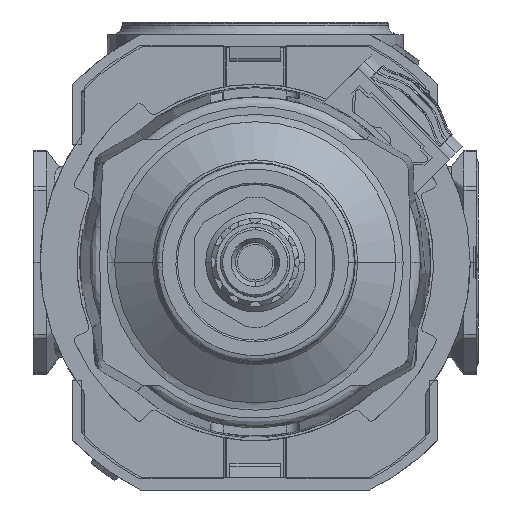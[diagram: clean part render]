
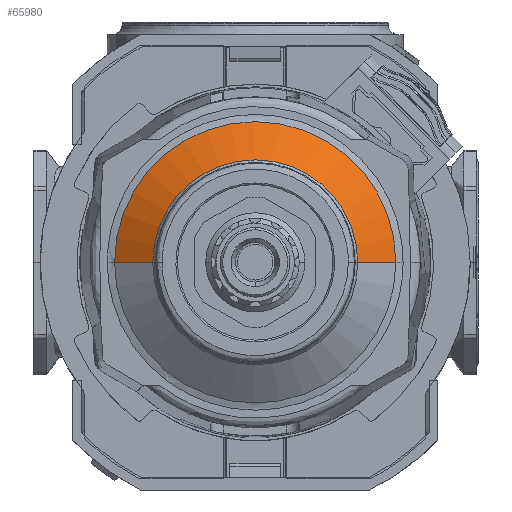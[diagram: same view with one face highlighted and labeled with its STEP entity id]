
A CAD part, front view. The second image highlights one B-rep face of the part: STEP entity #65980.
In plain terms, the highlighted conical face has half-angle 54.996 degrees and reference radius 22.24 mm.
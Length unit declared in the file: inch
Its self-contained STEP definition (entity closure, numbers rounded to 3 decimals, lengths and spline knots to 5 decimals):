
#143 = ORIENTED_EDGE ( 'NONE', *, *, #10002, .T. ) ;
#996 = DIRECTION ( 'NONE',  ( 0., -1., 0. ) ) ;
#1804 = DIRECTION ( 'NONE',  ( -0.819, 0.574, 0. ) ) ;
#3649 = EDGE_LOOP ( 'NONE', ( #79483, #143, #8991, #6369 ) ) ;
#6369 = ORIENTED_EDGE ( 'NONE', *, *, #86356, .F. ) ;
#8991 = ORIENTED_EDGE ( 'NONE', *, *, #65869, .T. ) ;
#10002 = EDGE_CURVE ( 'NONE', #39599, #50049, #36499, .T. ) ;
#11436 = CIRCLE ( 'NONE', #52534, 0.63777 ) ;
#12663 = AXIS2_PLACEMENT_3D ( 'NONE', #84251, #996, #20816 ) ;
#17993 = CARTESIAN_POINT ( 'NONE',  ( 0., -4.28315, 0. ) ) ;
#18583 = AXIS2_PLACEMENT_3D ( 'NONE', #67240, #44238, #23978 ) ;
#19239 = CARTESIAN_POINT ( 'NONE',  ( 0.63777, -4.28315, 0. ) ) ;
#20816 = DIRECTION ( 'NONE',  ( 1., 0., 0. ) ) ;
#23978 = DIRECTION ( 'NONE',  ( -1., 0., 0. ) ) ;
#35316 = VECTOR ( 'NONE', #59517, 39.37008 ) ;
#36499 = LINE ( 'NONE', #87067, #35316 ) ;
#39599 = VERTEX_POINT ( 'NONE', #19239 ) ;
#41429 = CARTESIAN_POINT ( 'NONE',  ( 0.87558, -4.11661, 0. ) ) ;
#43654 = LINE ( 'NONE', #71725, #87866 ) ;
#44238 = DIRECTION ( 'NONE',  ( 0., 1., 0. ) ) ;
#46489 = CONICAL_SURFACE ( 'NONE', #18583, 0.87558, 0.96 ) ;
#47765 = VERTEX_POINT ( 'NONE', #83887 ) ;
#50049 = VERTEX_POINT ( 'NONE', #41429 ) ;
#52333 = CIRCLE ( 'NONE', #12663, 0.87558 ) ;
#52534 = AXIS2_PLACEMENT_3D ( 'NONE', #17993, #73653, #52941 ) ;
#52941 = DIRECTION ( 'NONE',  ( -1., 0., 0. ) ) ;
#53477 = EDGE_CURVE ( 'NONE', #64449, #39599, #11436, .T. ) ;
#59517 = DIRECTION ( 'NONE',  ( 0.819, 0.574, 0. ) ) ;
#64449 = VERTEX_POINT ( 'NONE', #68694 ) ;
#65869 = EDGE_CURVE ( 'NONE', #50049, #47765, #52333, .T. ) ;
#65980 = ADVANCED_FACE ( 'NONE', ( #86052 ), #46489, .T. ) ;
#67240 = CARTESIAN_POINT ( 'NONE',  ( 0., -4.11661, 0. ) ) ;
#68694 = CARTESIAN_POINT ( 'NONE',  ( -0.63777, -4.28315, 0. ) ) ;
#71725 = CARTESIAN_POINT ( 'NONE',  ( -0.87558, -4.11661, 0. ) ) ;
#73653 = DIRECTION ( 'NONE',  ( 0., 1., 0. ) ) ;
#79483 = ORIENTED_EDGE ( 'NONE', *, *, #53477, .T. ) ;
#83887 = CARTESIAN_POINT ( 'NONE',  ( -0.87558, -4.11661, 0. ) ) ;
#84251 = CARTESIAN_POINT ( 'NONE',  ( 0., -4.11661, 0. ) ) ;
#86052 = FACE_OUTER_BOUND ( 'NONE', #3649, .T. ) ;
#86356 = EDGE_CURVE ( 'NONE', #64449, #47765, #43654, .T. ) ;
#87067 = CARTESIAN_POINT ( 'NONE',  ( 0.87558, -4.11661, 0. ) ) ;
#87866 = VECTOR ( 'NONE', #1804, 39.37008 ) ;
